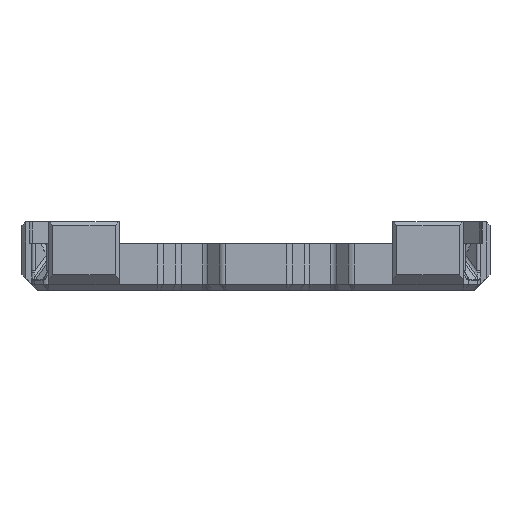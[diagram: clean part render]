
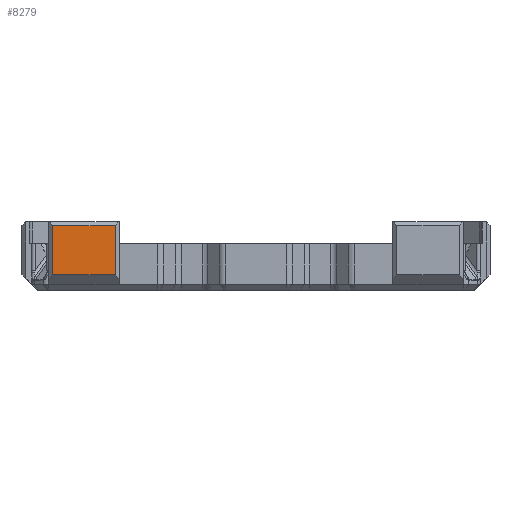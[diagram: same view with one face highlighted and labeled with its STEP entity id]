
A CAD part, front view. The second image highlights one B-rep face of the part: STEP entity #8279.
In plain terms, the highlighted planar face has unit normal (0, -1, 0).
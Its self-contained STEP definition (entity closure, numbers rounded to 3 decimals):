
#6 = ORIENTED_EDGE ( 'NONE', *, *, #10734, .T. ) ;
#62 = CARTESIAN_POINT ( 'NONE',  ( -52.111, -67.5, 16.6 ) ) ;
#457 = DIRECTION ( 'NONE',  ( 0., 0., -1. ) ) ;
#1099 = ORIENTED_EDGE ( 'NONE', *, *, #12315, .T. ) ;
#1295 = DIRECTION ( 'NONE',  ( 0., -1., 0. ) ) ;
#1446 = DIRECTION ( 'NONE',  ( -1., 0., 0. ) ) ;
#1512 = ORIENTED_EDGE ( 'NONE', *, *, #14725, .T. ) ;
#1513 = CARTESIAN_POINT ( 'NONE',  ( -53.111, -67.5, 16.6 ) ) ;
#1544 = EDGE_CURVE ( 'NONE', #8518, #6923, #14098, .T. ) ;
#2150 = EDGE_LOOP ( 'NONE', ( #5333, #6, #1512, #1099 ) ) ;
#2797 = PLANE ( 'NONE',  #5937 ) ;
#4376 = DIRECTION ( 'NONE',  ( 0., 0., 1. ) ) ;
#5047 = FACE_OUTER_BOUND ( 'NONE', #2150, .T. ) ;
#5176 = CARTESIAN_POINT ( 'NONE',  ( -36.111, -67.5, 4. ) ) ;
#5333 = ORIENTED_EDGE ( 'NONE', *, *, #1544, .T. ) ;
#5427 = LINE ( 'NONE', #14670, #12198 ) ;
#5879 = DIRECTION ( 'NONE',  ( 0., 0., -1. ) ) ;
#5937 = AXIS2_PLACEMENT_3D ( 'NONE', #11629, #1295, #5879 ) ;
#6923 = VERTEX_POINT ( 'NONE', #5176 ) ;
#7293 = VERTEX_POINT ( 'NONE', #13903 ) ;
#8279 = ADVANCED_FACE ( 'NONE', ( #5047 ), #2797, .T. ) ;
#8298 = CARTESIAN_POINT ( 'NONE',  ( -52.111, -67.5, 42.5 ) ) ;
#8518 = VERTEX_POINT ( 'NONE', #10649 ) ;
#8791 = VECTOR ( 'NONE', #11869, 1000. ) ;
#8895 = VECTOR ( 'NONE', #1446, 1000. ) ;
#9827 = VECTOR ( 'NONE', #457, 1000. ) ;
#10509 = VERTEX_POINT ( 'NONE', #62 ) ;
#10649 = CARTESIAN_POINT ( 'NONE',  ( -52.111, -67.5, 4. ) ) ;
#10688 = LINE ( 'NONE', #1513, #8895 ) ;
#10734 = EDGE_CURVE ( 'NONE', #6923, #7293, #5427, .T. ) ;
#11629 = CARTESIAN_POINT ( 'NONE',  ( -53.111, -67.5, 42.5 ) ) ;
#11869 = DIRECTION ( 'NONE',  ( 1., 0., 0. ) ) ;
#12198 = VECTOR ( 'NONE', #4376, 1000. ) ;
#12315 = EDGE_CURVE ( 'NONE', #10509, #8518, #14201, .T. ) ;
#12991 = CARTESIAN_POINT ( 'NONE',  ( -35.111, -67.5, 4. ) ) ;
#13903 = CARTESIAN_POINT ( 'NONE',  ( -36.111, -67.5, 16.6 ) ) ;
#14098 = LINE ( 'NONE', #12991, #8791 ) ;
#14201 = LINE ( 'NONE', #8298, #9827 ) ;
#14670 = CARTESIAN_POINT ( 'NONE',  ( -36.111, -67.5, 42.5 ) ) ;
#14725 = EDGE_CURVE ( 'NONE', #7293, #10509, #10688, .T. ) ;
